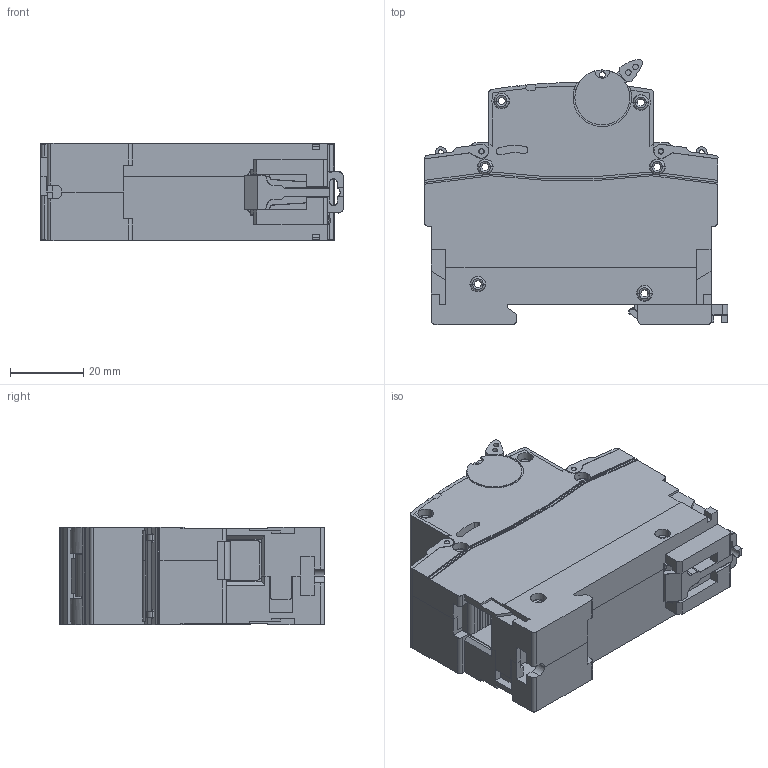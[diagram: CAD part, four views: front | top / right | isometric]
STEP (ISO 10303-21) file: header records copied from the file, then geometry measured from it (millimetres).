
FILE_DESCRIPTION (( 'STEP AP203' ), '1' );
FILE_NAME ('Àâòîìàòè÷åñêèé âûêëþ÷àòåëü ÂÀ 47-100 1P 20A (C) 10kA EKF Proxima (mcb47100-1-20C-pro).STEP', '2024-08-02T08:59:38', ( '' ), ( '' ), 'SwSTEP 2.0', 'SolidWorks 2021', '' );
FILE_SCHEMA (( 'CONFIG_CONTROL_DESIGN' ));
Products named in the file (1): Àâòîìàòè÷åñêèé âûêëþ÷àòåëü ÂÀ 47-100 1P 20A (C) 10kA EKF Proxima (mcb47100-1-20C-pro)
Bounding box: 82.86 x 72.36 x 26.6 mm (x, y, z)
Volume: 109241.3 mm3; surface area: 31117.9 mm2
Topology: 18 solids, 18 shells, 1647 faces, 4247 edges, 2678 vertices
Faces by surface type: plane 988, cylinder 425, torus 112, bspline 82, sphere 38, cone 2
Entity records: 52352 total; most frequent: CARTESIAN_POINT 12103, ORIENTED_EDGE 8452, DIRECTION 8205, EDGE_CURVE 4226, VECTOR 2941, LINE 2941, VERTEX_POINT 2676, AXIS2_PLACEMENT_3D 2632
